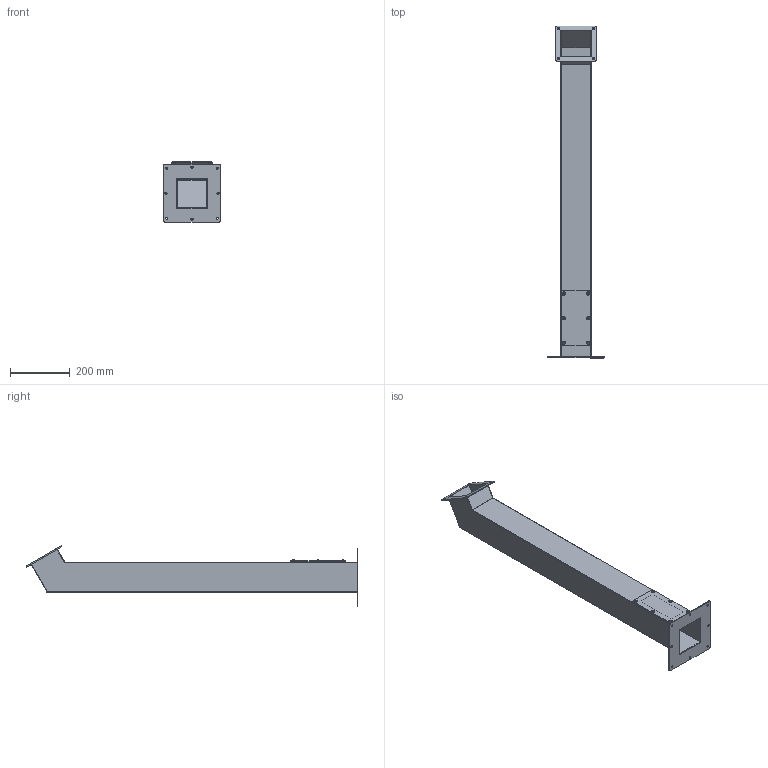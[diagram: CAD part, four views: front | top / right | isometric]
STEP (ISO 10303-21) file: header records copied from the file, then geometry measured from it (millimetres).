
FILE_DESCRIPTION(/* description */ ('ANGLED COLUMN, 4" X 4", CS, FRONT'),/* implementation_level */ '2;1');
FILE_NAME(/* name */ 'WA44PBCOL.stp',/* time_stamp */ '2016-04-05T13:31:47-05:00',/* author */ ('mraetz'),/* organization */ (''),/* preprocessor_version */ 'ST-DEVELOPER v16.1',/* originating_system */ 'Autodesk Inventor 2016',/* authorisation */ '');
FILE_SCHEMA (('AUTOMOTIVE_DESIGN { 1 0 10303 214 3 1 1 }'));
Length unit declared in the file: inch
Products named in the file (9): WA44PBCOLFRONT; WA44PBCOLBLR; WA44CCOLBASERING; WA44CCOLCOVER; WA44CCOLCOVERSTRIPGASKET; 37235; 39077; JW4_RING; WA44PBCOL
Assembly tree (18 placements, depth 2):
  WA44PBCOL
    WA44PBCOLFRONT
    WA44PBCOLBLR
    WA44CCOLBASERING
    WA44CCOLCOVER
    WA44CCOLCOVERSTRIPGASKET
    37235  x6
    39077  x6
    JW4_RING
Bounding box: 193.68 x 1112.29 x 202.17 mm (x, y, z)
Volume: 956376.2 mm3; surface area: 988700.3 mm2
Topology: 24 solids, 24 shells, 346 faces, 1398 edges, 1106 vertices
Faces by surface type: plane 202, cylinder 104, bspline 16, torus 12, sphere 6, cone 6
Full cylindrical faces by diameter (mm): 3.556 x6, 6.35 x6, 7.061 x6, 7.144 x12, 7.849 x6, 11.506 x6
Entity records: 8468 total; most frequent: CARTESIAN_POINT 3599, ORIENTED_EDGE 950, DIRECTION 865, EDGE_CURVE 475, VERTEX_POINT 358, AXIS2_PLACEMENT_3D 311, EDGE_LOOP 255, LINE 243
